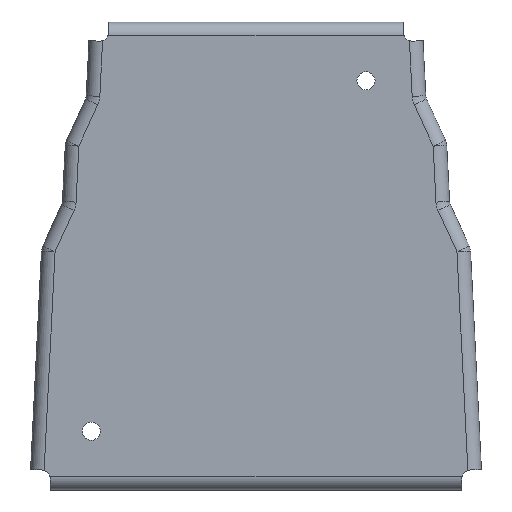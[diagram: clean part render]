
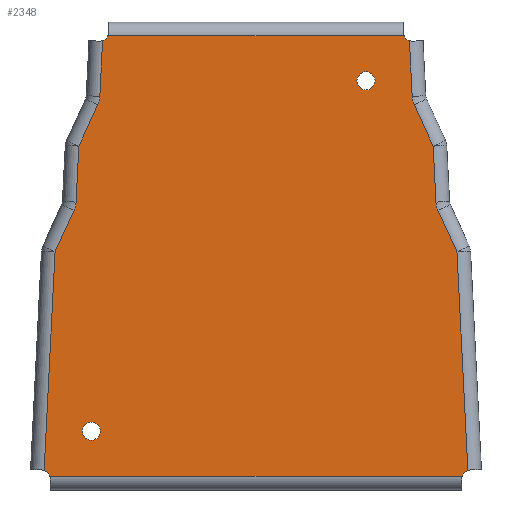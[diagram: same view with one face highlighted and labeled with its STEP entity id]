
A CAD part, front view. The second image highlights one B-rep face of the part: STEP entity #2348.
In plain terms, the highlighted planar face has unit normal (0, -1, 0).
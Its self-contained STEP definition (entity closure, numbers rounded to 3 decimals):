
#78=FACE_BOUND('',#363,.T.);
#79=FACE_BOUND('',#364,.T.);
#118=PLANE('',#2611);
#200=FACE_OUTER_BOUND('',#362,.T.);
#362=EDGE_LOOP('',(#1887,#1888,#1889,#1890,#1891,#1892,#1893,#1894,#1895,
#1896,#1897,#1898,#1899,#1900,#1901,#1902,#1903,#1904,#1905,#1906));
#363=EDGE_LOOP('',(#1907));
#364=EDGE_LOOP('',(#1908));
#549=LINE('',#4009,#718);
#558=LINE('',#4035,#727);
#560=LINE('',#4040,#729);
#561=LINE('',#4042,#730);
#562=LINE('',#4046,#731);
#563=LINE('',#4048,#732);
#564=LINE('',#4051,#733);
#565=LINE('',#4052,#734);
#566=LINE('',#4054,#735);
#567=LINE('',#4056,#736);
#568=LINE('',#4060,#737);
#569=LINE('',#4062,#738);
#718=VECTOR('',#3161,10.);
#727=VECTOR('',#3190,10.);
#729=VECTOR('',#3198,10.);
#730=VECTOR('',#3199,10.);
#731=VECTOR('',#3202,10.);
#732=VECTOR('',#3203,10.);
#733=VECTOR('',#3206,10.);
#734=VECTOR('',#3207,10.);
#735=VECTOR('',#3208,10.);
#736=VECTOR('',#3209,10.);
#737=VECTOR('',#3212,10.);
#738=VECTOR('',#3213,10.);
#788=CIRCLE('',#2439,3.);
#790=CIRCLE('',#2442,3.);
#876=CIRCLE('',#2573,3.);
#879=CIRCLE('',#2578,3.);
#885=CIRCLE('',#2587,3.);
#890=CIRCLE('',#2594,3.);
#897=CIRCLE('',#2612,7.5);
#898=CIRCLE('',#2613,7.5);
#899=CIRCLE('',#2614,7.5);
#900=CIRCLE('',#2615,7.5);
#950=VERTEX_POINT('',#3494);
#952=VERTEX_POINT('',#3500);
#1089=VERTEX_POINT('',#3870);
#1090=VERTEX_POINT('',#3877);
#1095=VERTEX_POINT('',#3901);
#1096=VERTEX_POINT('',#3906);
#1105=VERTEX_POINT('',#3944);
#1106=VERTEX_POINT('',#3951);
#1111=VERTEX_POINT('',#3988);
#1112=VERTEX_POINT('',#3993);
#1115=VERTEX_POINT('',#4008);
#1122=VERTEX_POINT('',#4034);
#1123=VERTEX_POINT('',#4041);
#1124=VERTEX_POINT('',#4043);
#1125=VERTEX_POINT('',#4045);
#1126=VERTEX_POINT('',#4047);
#1127=VERTEX_POINT('',#4049);
#1128=VERTEX_POINT('',#4053);
#1129=VERTEX_POINT('',#4055);
#1130=VERTEX_POINT('',#4057);
#1131=VERTEX_POINT('',#4059);
#1132=VERTEX_POINT('',#4061);
#1170=EDGE_CURVE('',#950,#950,#788,.T.);
#1173=EDGE_CURVE('',#952,#952,#790,.T.);
#1351=EDGE_CURVE('',#1090,#1089,#876,.T.);
#1359=EDGE_CURVE('',#1096,#1095,#879,.T.);
#1373=EDGE_CURVE('',#1106,#1105,#885,.T.);
#1384=EDGE_CURVE('',#1112,#1111,#890,.T.);
#1390=EDGE_CURVE('',#1090,#1115,#549,.T.);
#1403=EDGE_CURVE('',#1112,#1122,#558,.T.);
#1406=EDGE_CURVE('',#1106,#1089,#560,.T.);
#1407=EDGE_CURVE('',#1123,#1105,#561,.T.);
#1408=EDGE_CURVE('',#1124,#1123,#897,.T.);
#1409=EDGE_CURVE('',#1125,#1124,#562,.T.);
#1410=EDGE_CURVE('',#1126,#1125,#563,.T.);
#1411=EDGE_CURVE('',#1127,#1126,#898,.T.);
#1412=EDGE_CURVE('',#1122,#1127,#564,.T.);
#1413=EDGE_CURVE('',#1096,#1111,#565,.T.);
#1414=EDGE_CURVE('',#1128,#1095,#566,.T.);
#1415=EDGE_CURVE('',#1129,#1128,#567,.T.);
#1416=EDGE_CURVE('',#1130,#1129,#899,.T.);
#1417=EDGE_CURVE('',#1131,#1130,#568,.T.);
#1418=EDGE_CURVE('',#1132,#1131,#569,.T.);
#1419=EDGE_CURVE('',#1115,#1132,#900,.T.);
#1887=ORIENTED_EDGE('',*,*,#1351,.T.);
#1888=ORIENTED_EDGE('',*,*,#1406,.F.);
#1889=ORIENTED_EDGE('',*,*,#1373,.T.);
#1890=ORIENTED_EDGE('',*,*,#1407,.F.);
#1891=ORIENTED_EDGE('',*,*,#1408,.F.);
#1892=ORIENTED_EDGE('',*,*,#1409,.F.);
#1893=ORIENTED_EDGE('',*,*,#1410,.F.);
#1894=ORIENTED_EDGE('',*,*,#1411,.F.);
#1895=ORIENTED_EDGE('',*,*,#1412,.F.);
#1896=ORIENTED_EDGE('',*,*,#1403,.F.);
#1897=ORIENTED_EDGE('',*,*,#1384,.T.);
#1898=ORIENTED_EDGE('',*,*,#1413,.F.);
#1899=ORIENTED_EDGE('',*,*,#1359,.T.);
#1900=ORIENTED_EDGE('',*,*,#1414,.F.);
#1901=ORIENTED_EDGE('',*,*,#1415,.F.);
#1902=ORIENTED_EDGE('',*,*,#1416,.F.);
#1903=ORIENTED_EDGE('',*,*,#1417,.F.);
#1904=ORIENTED_EDGE('',*,*,#1418,.F.);
#1905=ORIENTED_EDGE('',*,*,#1419,.F.);
#1906=ORIENTED_EDGE('',*,*,#1390,.F.);
#1907=ORIENTED_EDGE('',*,*,#1170,.T.);
#1908=ORIENTED_EDGE('',*,*,#1173,.T.);
#2348=ADVANCED_FACE('',(#200,#78,#79),#118,.F.);
#2439=AXIS2_PLACEMENT_3D('',#3496,#2741,#2742);
#2442=AXIS2_PLACEMENT_3D('',#3502,#2748,#2749);
#2573=AXIS2_PLACEMENT_3D('',#3878,#3099,#3100);
#2578=AXIS2_PLACEMENT_3D('',#3907,#3111,#3112);
#2587=AXIS2_PLACEMENT_3D('',#3952,#3133,#3134);
#2594=AXIS2_PLACEMENT_3D('',#3994,#3148,#3149);
#2611=AXIS2_PLACEMENT_3D('',#4039,#3196,#3197);
#2612=AXIS2_PLACEMENT_3D('',#4044,#3200,#3201);
#2613=AXIS2_PLACEMENT_3D('',#4050,#3204,#3205);
#2614=AXIS2_PLACEMENT_3D('',#4058,#3210,#3211);
#2615=AXIS2_PLACEMENT_3D('',#4063,#3214,#3215);
#2741=DIRECTION('center_axis',(0.,1.,0.));
#2742=DIRECTION('ref_axis',(1.,0.,0.));
#2748=DIRECTION('center_axis',(0.,1.,0.));
#2749=DIRECTION('ref_axis',(1.,0.,0.));
#3099=DIRECTION('center_axis',(0.,1.,0.));
#3100=DIRECTION('ref_axis',(0.05,0.,-0.999));
#3111=DIRECTION('center_axis',(0.,1.,0.));
#3112=DIRECTION('ref_axis',(-1.,0.,0.));
#3133=DIRECTION('center_axis',(0.,1.,0.));
#3134=DIRECTION('ref_axis',(1.,0.,0.));
#3148=DIRECTION('center_axis',(0.,1.,0.));
#3149=DIRECTION('ref_axis',(0.05,0.,0.999));
#3161=DIRECTION('',(0.05,0.,-0.999));
#3190=DIRECTION('',(0.05,0.,0.999));
#3196=DIRECTION('center_axis',(0.,1.,0.));
#3197=DIRECTION('ref_axis',(0.,0.,1.));
#3198=DIRECTION('',(1.,0.,0.));
#3199=DIRECTION('',(0.05,0.,0.999));
#3200=DIRECTION('center_axis',(0.,-1.,0.));
#3201=DIRECTION('ref_axis',(0.971,0.,-0.238));
#3202=DIRECTION('',(0.417,0.,0.909));
#3203=DIRECTION('',(0.05,0.,0.999));
#3204=DIRECTION('center_axis',(0.,-1.,0.));
#3205=DIRECTION('ref_axis',(0.971,0.,-0.238));
#3206=DIRECTION('',(0.417,0.,0.909));
#3207=DIRECTION('',(-1.,0.,0.));
#3208=DIRECTION('',(0.05,0.,-0.999));
#3209=DIRECTION('',(0.417,0.,-0.909));
#3210=DIRECTION('center_axis',(0.,-1.,0.));
#3211=DIRECTION('ref_axis',(-0.971,0.,-0.238));
#3212=DIRECTION('',(0.05,0.,-0.999));
#3213=DIRECTION('',(0.417,0.,-0.909));
#3214=DIRECTION('center_axis',(0.,-1.,0.));
#3215=DIRECTION('ref_axis',(-0.971,0.,-0.238));
#3494=CARTESIAN_POINT('',(-57.501,0.,19.5));
#3496=CARTESIAN_POINT('Origin',(-54.501,0.,19.5));
#3500=CARTESIAN_POINT('',(33.451,0.,135.5));
#3502=CARTESIAN_POINT('Origin',(36.451,0.,135.5));
#3870=CARTESIAN_POINT('',(49.048,0.,150.5));
#3877=CARTESIAN_POINT('',(50.803,0.,148.83));
#3878=CARTESIAN_POINT('Origin',(51.817,0.,151.654));
#3901=CARTESIAN_POINT('',(70.171,0.,6.476));
#3906=CARTESIAN_POINT('',(68.291,0.,4.5));
#3907=CARTESIAN_POINT('Origin',(71.167,0.,3.646));
#3944=CARTESIAN_POINT('',(-50.803,0.,148.83));
#3951=CARTESIAN_POINT('',(-49.048,0.,150.5));
#3952=CARTESIAN_POINT('Origin',(-51.817,0.,151.654));
#3988=CARTESIAN_POINT('',(-68.291,0.,4.5));
#3993=CARTESIAN_POINT('',(-70.171,0.,6.476));
#3994=CARTESIAN_POINT('Origin',(-71.167,0.,3.646));
#4008=CARTESIAN_POINT('',(51.727,0.,130.351));
#4009=CARTESIAN_POINT('',(52.37,0.,117.493));
#4034=CARTESIAN_POINT('',(-66.549,0.,78.911));
#4035=CARTESIAN_POINT('',(-68.479,0.,40.299));
#4039=CARTESIAN_POINT('Origin',(0.,0.,77.5));
#4040=CARTESIAN_POINT('',(-27.5,0.,150.5));
#4041=CARTESIAN_POINT('',(-51.727,0.,130.351));
#4042=CARTESIAN_POINT('',(-52.995,0.,104.993));
#4043=CARTESIAN_POINT('',(-52.399,0.,127.601));
#4044=CARTESIAN_POINT('Origin',(-59.217,0.,130.726));
#4045=CARTESIAN_POINT('',(-58.674,0.,113.911));
#4046=CARTESIAN_POINT('',(-60.657,0.,109.585));
#4047=CARTESIAN_POINT('',(-59.602,0.,95.351));
#4048=CARTESIAN_POINT('',(-59.987,0.,87.646));
#4049=CARTESIAN_POINT('',(-60.274,0.,92.601));
#4050=CARTESIAN_POINT('Origin',(-67.092,0.,95.726));
#4051=CARTESIAN_POINT('',(-61.22,0.,90.538));
#4052=CARTESIAN_POINT('',(37.5,0.,4.5));
#4053=CARTESIAN_POINT('',(66.549,0.,78.911));
#4054=CARTESIAN_POINT('',(66.479,0.,80.299));
#4055=CARTESIAN_POINT('',(60.274,0.,92.601));
#4056=CARTESIAN_POINT('',(57.782,0.,98.038));
#4057=CARTESIAN_POINT('',(59.602,0.,95.351));
#4058=CARTESIAN_POINT('Origin',(67.092,0.,95.726));
#4059=CARTESIAN_POINT('',(58.674,0.,113.911));
#4060=CARTESIAN_POINT('',(59.487,0.,97.646));
#4061=CARTESIAN_POINT('',(52.399,0.,127.601));
#4062=CARTESIAN_POINT('',(57.219,0.,117.085));
#4063=CARTESIAN_POINT('Origin',(59.217,0.,130.726));
